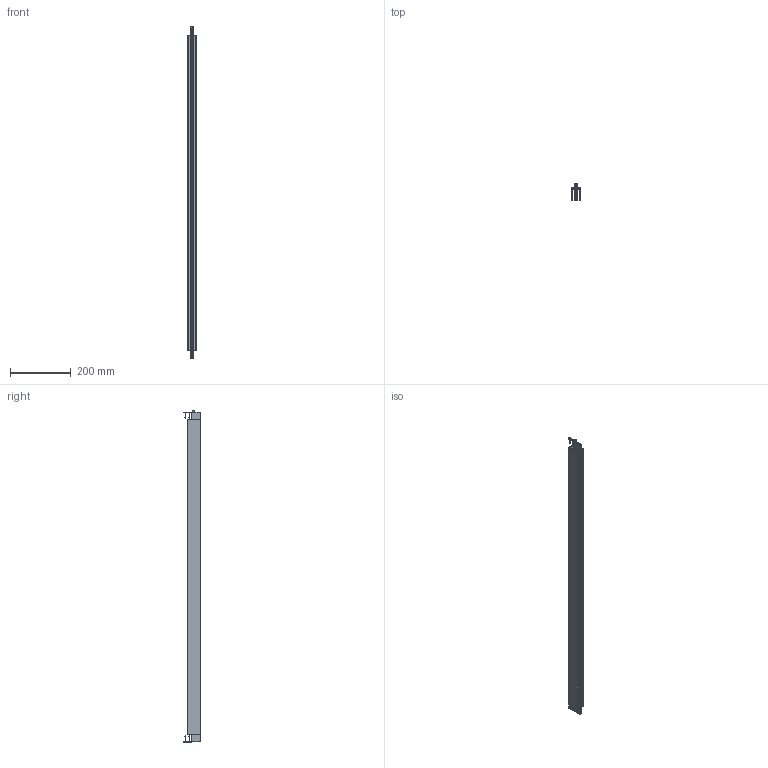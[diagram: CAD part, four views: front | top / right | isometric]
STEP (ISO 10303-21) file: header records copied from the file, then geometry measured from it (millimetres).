
FILE_DESCRIPTION (( 'STEP AP203' ), '1' );
FILE_NAME ('MinE-FV1085.STEP', '2025-03-03T13:51:02', ( '' ), ( '' ), 'SwSTEP 2.0', 'SolidWorks 2023', '' );
FILE_SCHEMA (( 'CONFIG_CONTROL_DESIGN' ));
Length unit declared in the file: millimetre
Products named in the file (7): Haltewinkel_Haltewinkel TW; Innengeometrie_US; Luftkanal_MinE_V; Schraube 3x20_01; MinE-FV1085; Aussengehäuse_MinE; Betätigungsteil_MinE
Assembly tree (10 placements, depth 2):
  MinE-FV1085
    Aussengehäuse_MinE
    Betätigungsteil_MinE
    Innengeometrie_US
    Haltewinkel_Haltewinkel TW  x2
    Schraube 3x20_01  x4
    Luftkanal_MinE_V
Bounding box: 30 x 57.14 x 1092 mm (x, y, z)
Volume: 601577.9 mm3; surface area: 531810.4 mm2
Topology: 60 solids, 60 shells, 2373 faces, 6643 edges, 4416 vertices
Faces by surface type: bspline 1131, plane 1126, cylinder 90, cone 24, torus 2
Entity records: 113287 total; most frequent: CARTESIAN_POINT 65722, ORIENTED_EDGE 11592, DIRECTION 5948, EDGE_CURVE 5796, VERTEX_POINT 3861, LINE 3654, VECTOR 3654, EDGE_LOOP 2349
